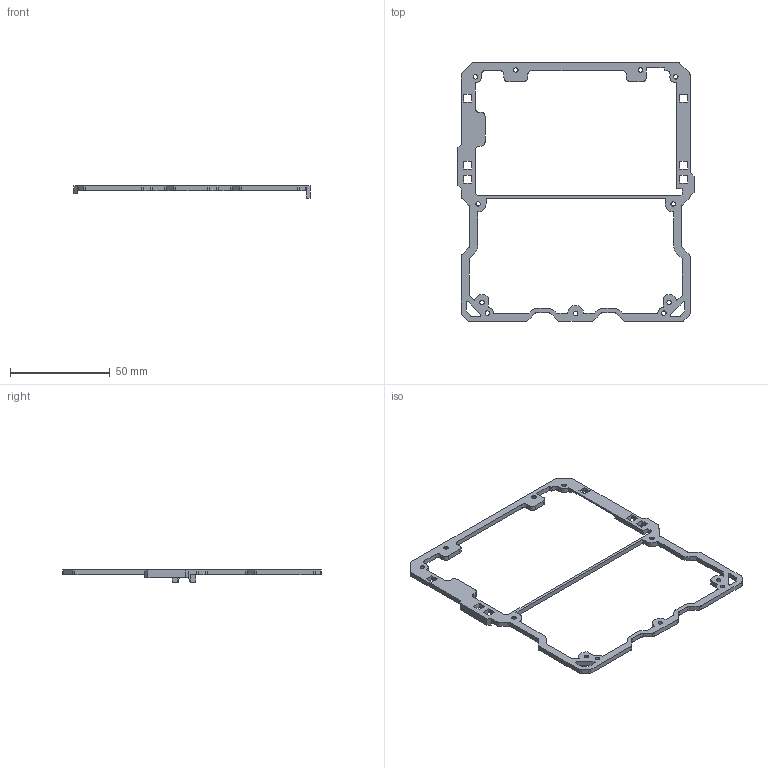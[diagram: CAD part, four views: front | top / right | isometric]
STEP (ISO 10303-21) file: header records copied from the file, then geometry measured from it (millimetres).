
FILE_DESCRIPTION(('FreeCAD Model'),'2;1');
FILE_NAME('Open CASCADE Shape Model','2025-06-11T11:49:27',(''),(''), 'Open CASCADE STEP processor 7.8','FreeCAD','Unknown');
FILE_SCHEMA(('AUTOMOTIVE_DESIGN { 1 0 10303 214 1 1 1 1 }'));
Length unit declared in the file: millimetre
Products named in the file (1): spacer
Bounding box: 118.6 x 130 x 6.2 mm (x, y, z)
Volume: 6227.7 mm3; surface area: 8994.6 mm2
Topology: 1 solids, 1 shells, 250 faces, 719 edges, 478 vertices
Faces by surface type: plane 177, cylinder 73
Full cylindrical faces by diameter (mm): 2.2 x11
Entity records: 8263 total; most frequent: CARTESIAN_POINT 1448, ORIENTED_EDGE 1438, DIRECTION 1367, EDGE_CURVE 719, LINE 573, VECTOR 573, VERTEX_POINT 478, AXIS2_PLACEMENT_3D 397
